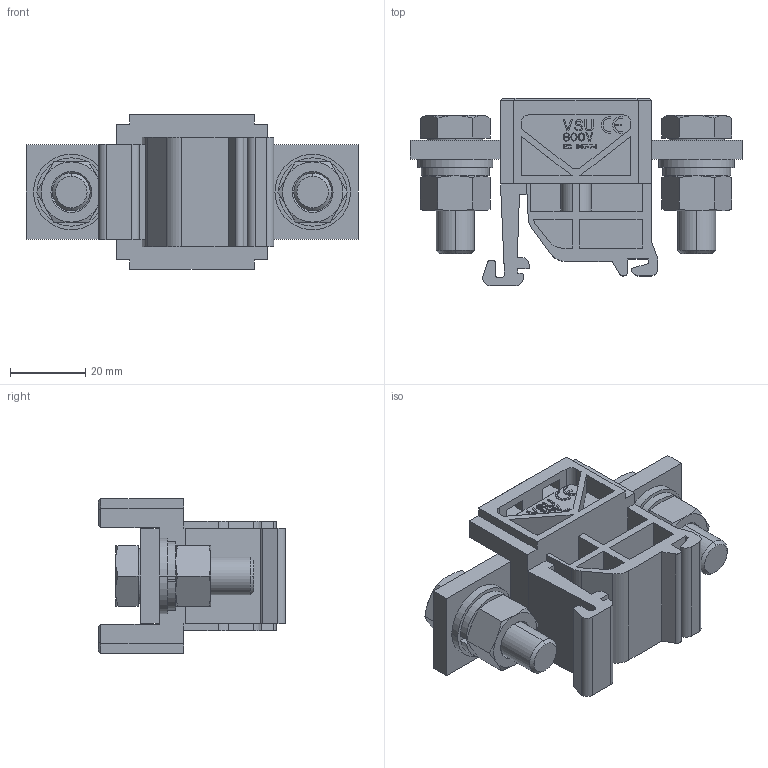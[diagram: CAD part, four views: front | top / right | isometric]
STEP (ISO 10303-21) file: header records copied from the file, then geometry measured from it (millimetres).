
FILE_DESCRIPTION((''),'2;1');
FILE_NAME('VSU120_SKLOP_ASM','2021-08-30T',('marketing.praksa'),('Audax d.o.o.'),'CREO PARAMETRIC BY PTC INC, 2017480','CREO PARAMETRIC BY PTC INC, 2017480','');
FILE_SCHEMA(('AUTOMOTIVE_DESIGN { 1 0 10303 214 1 1 1 1 }'));
Length unit declared in the file: millimetre
Products named in the file (9): VSU_IZOLIRNI_DEL; KONT_DEL_120; M10X30_VIJAK; PODLOZKA_A10; PODLOZKA_VZMETNA_B10; MATICAM10; VIJAK4_8X16; PRT9539; VSU120_SKLOP_ASM
Assembly tree (12 placements, depth 2):
  VSU120_SKLOP_ASM
    VSU_IZOLIRNI_DEL
    KONT_DEL_120
    M10X30_VIJAK  x2
    PODLOZKA_A10  x2
    PODLOZKA_VZMETNA_B10  x2
    MATICAM10  x2
    VIJAK4_8X16
    PRT9539
Bounding box: 88 x 49.59 x 41 mm (x, y, z)
Volume: 46305.9 mm3; surface area: 35647.1 mm2
Topology: 14 solids, 16 shells, 1044 faces, 2800 edges, 1825 vertices
Faces by surface type: plane 851, cylinder 121, cone 56, torus 6, bspline 6, sphere 4
Entity records: 47040 total; most frequent: CARTESIAN_POINT 5871, ORIENTED_EDGE 5312, DIRECTION 4890, PRESENTATION_STYLE_ASSIGNMENT 3648, STYLED_ITEM 3648, CURVE_STYLE 2658, EDGE_CURVE 2658, VECTOR 2330
